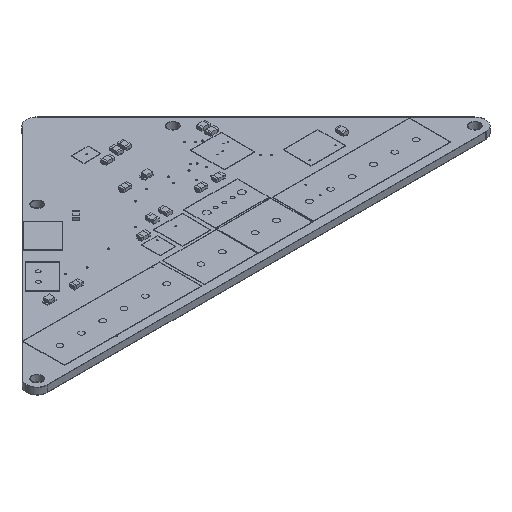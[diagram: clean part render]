
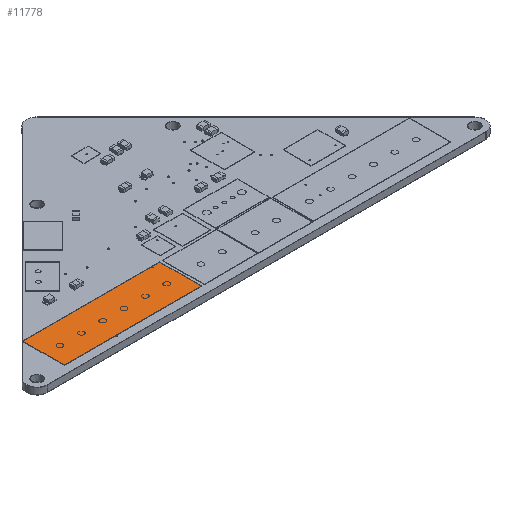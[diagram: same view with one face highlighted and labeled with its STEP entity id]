
A CAD part, isometric view. The second image highlights one B-rep face of the part: STEP entity #11778.
In plain terms, the highlighted planar face has unit normal (0, 0, 1).
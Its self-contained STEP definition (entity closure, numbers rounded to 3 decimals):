
#1253=PLANE('',#13522);
#1922=FACE_OUTER_BOUND('',#3201,.T.);
#3201=EDGE_LOOP('',(#10465,#10466,#10467,#10468));
#3793=LINE('',#20130,#4475);
#3794=LINE('',#20132,#4476);
#3795=LINE('',#20134,#4477);
#3796=LINE('',#20135,#4478);
#4475=VECTOR('',#16965,10.);
#4476=VECTOR('',#16966,10.);
#4477=VECTOR('',#16967,10.);
#4478=VECTOR('',#16968,10.);
#6281=VERTEX_POINT('',#20128);
#6282=VERTEX_POINT('',#20129);
#6283=VERTEX_POINT('',#20131);
#6284=VERTEX_POINT('',#20133);
#7693=EDGE_CURVE('',#6281,#6282,#3793,.T.);
#7694=EDGE_CURVE('',#6282,#6283,#3794,.T.);
#7695=EDGE_CURVE('',#6283,#6284,#3795,.T.);
#7696=EDGE_CURVE('',#6284,#6281,#3796,.T.);
#10465=ORIENTED_EDGE('',*,*,#7693,.T.);
#10466=ORIENTED_EDGE('',*,*,#7694,.T.);
#10467=ORIENTED_EDGE('',*,*,#7695,.T.);
#10468=ORIENTED_EDGE('',*,*,#7696,.T.);
#11778=ADVANCED_FACE('',(#1922),#1253,.T.);
#13522=AXIS2_PLACEMENT_3D('',#20127,#16963,#16964);
#16963=DIRECTION('center_axis',(0.,0.,1.));
#16964=DIRECTION('ref_axis',(1.,0.,0.));
#16965=DIRECTION('',(0.,1.,0.));
#16966=DIRECTION('',(-1.,0.,0.));
#16967=DIRECTION('',(0.,-1.,0.));
#16968=DIRECTION('',(1.,0.,0.));
#20127=CARTESIAN_POINT('Origin',(12.5,0.3,0.1));
#20128=CARTESIAN_POINT('',(28.55,-4.55,0.1));
#20129=CARTESIAN_POINT('',(28.55,5.15,0.1));
#20130=CARTESIAN_POINT('',(28.55,0.3,0.1));
#20131=CARTESIAN_POINT('',(-3.55,5.15,0.1));
#20132=CARTESIAN_POINT('',(12.5,5.15,0.1));
#20133=CARTESIAN_POINT('',(-3.55,-4.55,0.1));
#20134=CARTESIAN_POINT('',(-3.55,0.3,0.1));
#20135=CARTESIAN_POINT('',(12.5,-4.55,0.1));
